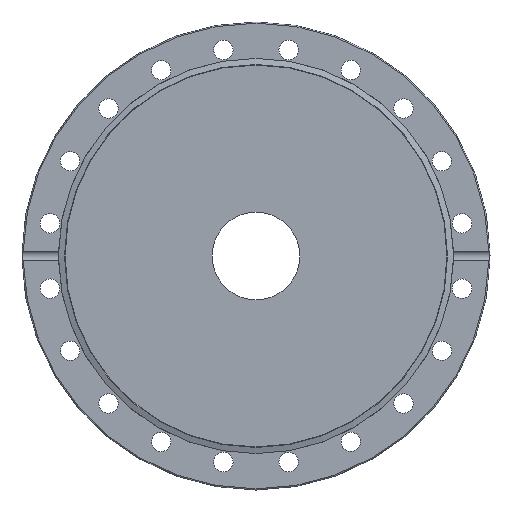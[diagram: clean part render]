
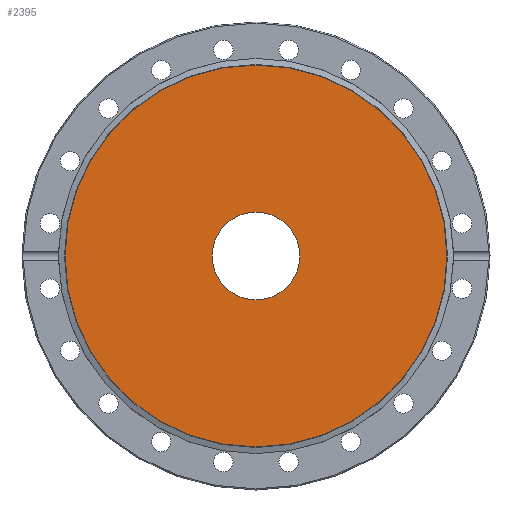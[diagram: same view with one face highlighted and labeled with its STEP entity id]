
A CAD part, left-side view. The second image highlights one B-rep face of the part: STEP entity #2395.
In plain terms, the highlighted planar face has unit normal (-1, 0, 0).
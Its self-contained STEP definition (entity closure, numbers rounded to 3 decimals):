
#2280=CARTESIAN_POINT('',(1.2,82.832,0.0));
#2281=VERTEX_POINT('',#2280);
#2282=CARTESIAN_POINT('',(1.2,0.0,0.0));
#2283=DIRECTION('',(1.0,0.0,0.0));
#2284=DIRECTION('',(0.0,1.0,0.0));
#2285=AXIS2_PLACEMENT_3D('',#2282,#2283,#2284);
#2286=CIRCLE('',#2285,82.832);
#2287=EDGE_CURVE('',#2281,#2281,#2286,.T.);
#2369=CARTESIAN_POINT('',(1.2,19.,0.0));
#2370=VERTEX_POINT('',#2369);
#2371=CARTESIAN_POINT('',(1.2,0.0,0.0));
#2372=DIRECTION('',(1.0,0.0,0.0));
#2373=DIRECTION('',(0.0,1.0,0.0));
#2374=AXIS2_PLACEMENT_3D('',#2371,#2372,#2373);
#2375=CIRCLE('',#2374,19.);
#2376=EDGE_CURVE('',#2370,#2370,#2375,.T.);
#2384=CARTESIAN_POINT('',(1.2,50.916,0.0));
#2385=DIRECTION('',(-1.0,0.0,0.0));
#2386=DIRECTION('',(0.0,0.0,1.0));
#2387=AXIS2_PLACEMENT_3D('',#2384,#2385,#2386);
#2388=PLANE('',#2387);
#2389=ORIENTED_EDGE('',*,*,#2287,.F.);
#2390=EDGE_LOOP('',(#2389));
#2391=FACE_OUTER_BOUND('',#2390,.T.);
#2392=ORIENTED_EDGE('',*,*,#2376,.T.);
#2393=EDGE_LOOP('',(#2392));
#2394=FACE_BOUND('',#2393,.T.);
#2395=ADVANCED_FACE('',(#2391,#2394),#2388,.T.);
